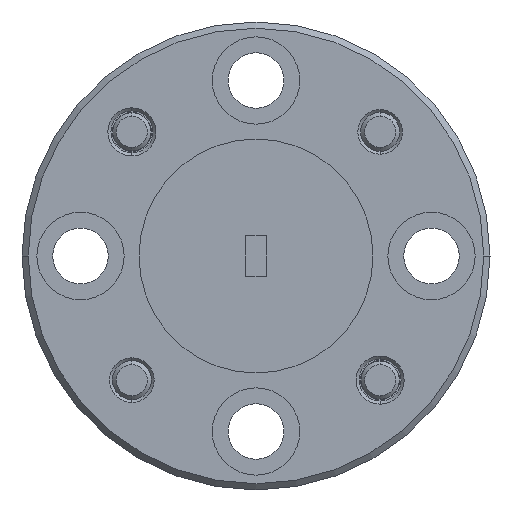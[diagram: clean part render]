
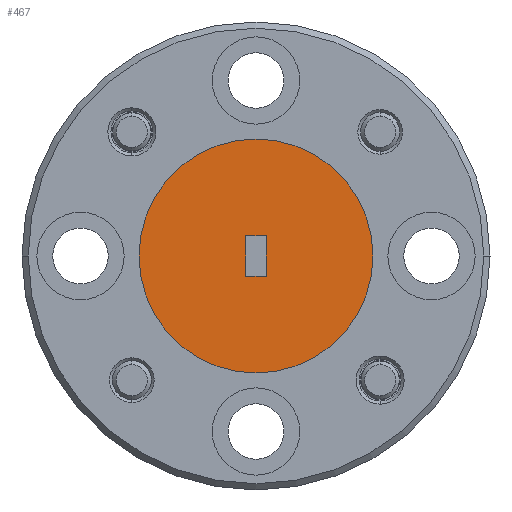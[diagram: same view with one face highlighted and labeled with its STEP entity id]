
A CAD part, left-side view. The second image highlights one B-rep face of the part: STEP entity #467.
In plain terms, the highlighted planar face has unit normal (-1, 0, 0).
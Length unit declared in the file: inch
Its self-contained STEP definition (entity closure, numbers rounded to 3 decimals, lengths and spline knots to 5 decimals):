
#149 = CARTESIAN_POINT ( 'NONE',  ( -5.04215, 0.36863, 2.03689 ) ) ;
#153 = ORIENTED_EDGE ( 'NONE', *, *, #3695, .F. ) ;
#187 = LINE ( 'NONE', #2941, #313 ) ;
#199 = LINE ( 'NONE', #149, #4127 ) ;
#313 = VECTOR ( 'NONE', #852, 39.37008 ) ;
#429 = ORIENTED_EDGE ( 'NONE', *, *, #2306, .T. ) ;
#463 = VECTOR ( 'NONE', #1155, 39.37008 ) ;
#467 = ADVANCED_FACE ( 'NONE', ( #969, #2452 ), #2308, .T. ) ;
#500 = CARTESIAN_POINT ( 'NONE',  ( -5.04215, 0.36863, 2.03689 ) ) ;
#592 = CARTESIAN_POINT ( 'NONE',  ( -5.04215, 0.19738, 2.06939 ) ) ;
#633 = DIRECTION ( 'NONE',  ( 0., -1., 0. ) ) ;
#750 = AXIS2_PLACEMENT_3D ( 'NONE', #2350, #1298, #633 ) ;
#765 = EDGE_LOOP ( 'NONE', ( #3924, #153 ) ) ;
#803 = DIRECTION ( 'NONE',  ( 0., -1., 0. ) ) ;
#850 = CIRCLE ( 'NONE', #2685, 0.1875 ) ;
#852 = DIRECTION ( 'NONE',  ( 0., 0., 1. ) ) ;
#969 = FACE_BOUND ( 'NONE', #2990, .T. ) ;
#1013 = EDGE_CURVE ( 'NONE', #2288, #2334, #199, .T. ) ;
#1045 = EDGE_CURVE ( 'NONE', #2334, #3251, #1799, .T. ) ;
#1078 = AXIS2_PLACEMENT_3D ( 'NONE', #1107, #1674, #3739 ) ;
#1107 = CARTESIAN_POINT ( 'NONE',  ( -5.04215, 0.38488, 2.06939 ) ) ;
#1140 = LINE ( 'NONE', #2417, #3252 ) ;
#1155 = DIRECTION ( 'NONE',  ( 0., 1., 0. ) ) ;
#1206 = ORIENTED_EDGE ( 'NONE', *, *, #1045, .T. ) ;
#1298 = DIRECTION ( 'NONE',  ( -1., 0., 0. ) ) ;
#1352 = VERTEX_POINT ( 'NONE', #2046 ) ;
#1477 = CARTESIAN_POINT ( 'NONE',  ( -5.04215, 0.36863, 2.03689 ) ) ;
#1524 = DIRECTION ( 'NONE',  ( 0., 0., -1. ) ) ;
#1674 = DIRECTION ( 'NONE',  ( 1., 0., 0. ) ) ;
#1768 = VERTEX_POINT ( 'NONE', #3836 ) ;
#1799 = LINE ( 'NONE', #1477, #463 ) ;
#1999 = ORIENTED_EDGE ( 'NONE', *, *, #1013, .T. ) ;
#2046 = CARTESIAN_POINT ( 'NONE',  ( -5.04215, 0.40113, 2.10189 ) ) ;
#2077 = CARTESIAN_POINT ( 'NONE',  ( -5.04215, 0.36863, 2.10189 ) ) ;
#2288 = VERTEX_POINT ( 'NONE', #2077 ) ;
#2306 = EDGE_CURVE ( 'NONE', #1352, #2288, #1140, .T. ) ;
#2308 = PLANE ( 'NONE',  #750 ) ;
#2334 = VERTEX_POINT ( 'NONE', #500 ) ;
#2350 = CARTESIAN_POINT ( 'NONE',  ( -5.04215, 0.38488, 2.06939 ) ) ;
#2417 = CARTESIAN_POINT ( 'NONE',  ( -5.04215, 0.36863, 2.10189 ) ) ;
#2452 = FACE_OUTER_BOUND ( 'NONE', #765, .T. ) ;
#2627 = EDGE_CURVE ( 'NONE', #1768, #2923, #4309, .T. ) ;
#2685 = AXIS2_PLACEMENT_3D ( 'NONE', #3740, #4051, #3717 ) ;
#2923 = VERTEX_POINT ( 'NONE', #592 ) ;
#2924 = EDGE_CURVE ( 'NONE', #3251, #1352, #187, .T. ) ;
#2941 = CARTESIAN_POINT ( 'NONE',  ( -5.04215, 0.40113, 2.03689 ) ) ;
#2990 = EDGE_LOOP ( 'NONE', ( #429, #1999, #1206, #3207 ) ) ;
#3207 = ORIENTED_EDGE ( 'NONE', *, *, #2924, .T. ) ;
#3251 = VERTEX_POINT ( 'NONE', #3481 ) ;
#3252 = VECTOR ( 'NONE', #803, 39.37008 ) ;
#3481 = CARTESIAN_POINT ( 'NONE',  ( -5.04215, 0.40113, 2.03689 ) ) ;
#3695 = EDGE_CURVE ( 'NONE', #2923, #1768, #850, .T. ) ;
#3717 = DIRECTION ( 'NONE',  ( 0., 1., 0. ) ) ;
#3739 = DIRECTION ( 'NONE',  ( 0., 1., 0. ) ) ;
#3740 = CARTESIAN_POINT ( 'NONE',  ( -5.04215, 0.38488, 2.06939 ) ) ;
#3836 = CARTESIAN_POINT ( 'NONE',  ( -5.04215, 0.57238, 2.06939 ) ) ;
#3924 = ORIENTED_EDGE ( 'NONE', *, *, #2627, .F. ) ;
#4051 = DIRECTION ( 'NONE',  ( 1., 0., 0. ) ) ;
#4127 = VECTOR ( 'NONE', #1524, 39.37008 ) ;
#4309 = CIRCLE ( 'NONE', #1078, 0.1875 ) ;
